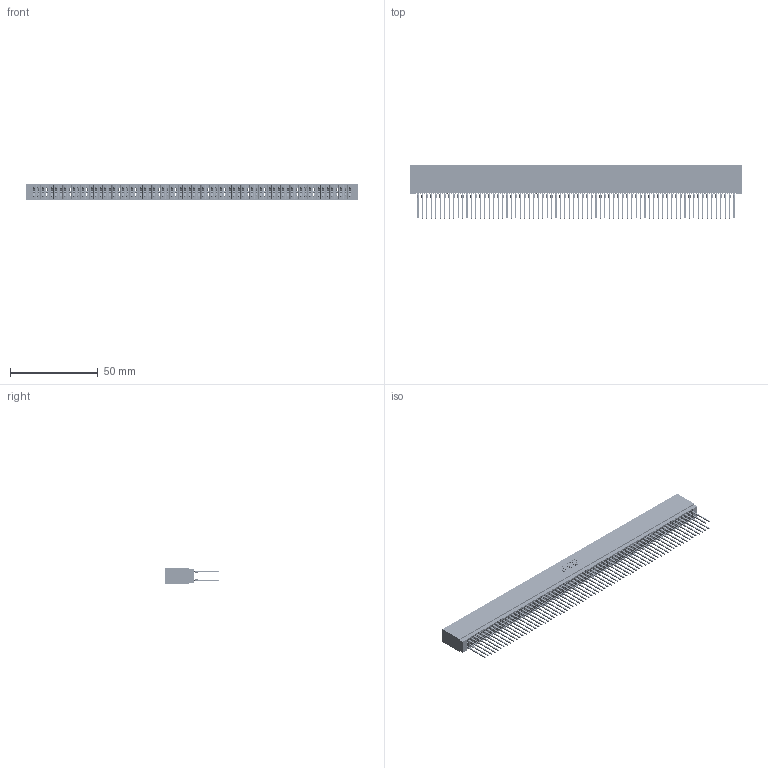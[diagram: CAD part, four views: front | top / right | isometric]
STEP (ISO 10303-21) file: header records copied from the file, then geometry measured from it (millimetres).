
FILE_DESCRIPTION (( 'STEP AP203' ), '1' );
FILE_NAME ('745-144-540-201.STEP', '2020-09-15T12:34:34', ( '' ), ( '' ), 'SwSTEP 2.0', 'SolidWorks 2020', '' );
FILE_SCHEMA (( 'CONFIG_CONTROL_DESIGN' ));
Length unit declared in the file: inch
Products named in the file (3): 745 Part_Insulator Option - 01; 745-292-001_540; 745-144-540-201
Assembly tree (145 placements, depth 2):
  745-144-540-201
    745 Part_Insulator Option - 01
    745-292-001_540  x144
Bounding box: 189.48 x 30.62 x 8.89 mm (x, y, z)
Volume: 17308.8 mm3; surface area: 37544.3 mm2
Topology: 145 solids, 145 shells, 12983 faces, 34890 edges, 21916 vertices
Faces by surface type: plane 6679, bspline 2880, cylinder 2560, torus 864
Entity records: 117124 total; most frequent: CARTESIAN_POINT 20807, ORIENTED_EDGE 20302, DIRECTION 17709, EDGE_CURVE 10151, VECTOR 9537, LINE 9537, VERTEX_POINT 6472, AXIS2_PLACEMENT_3D 4086
